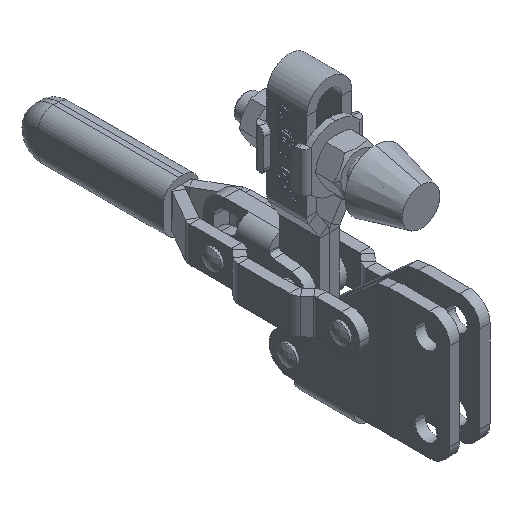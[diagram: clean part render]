
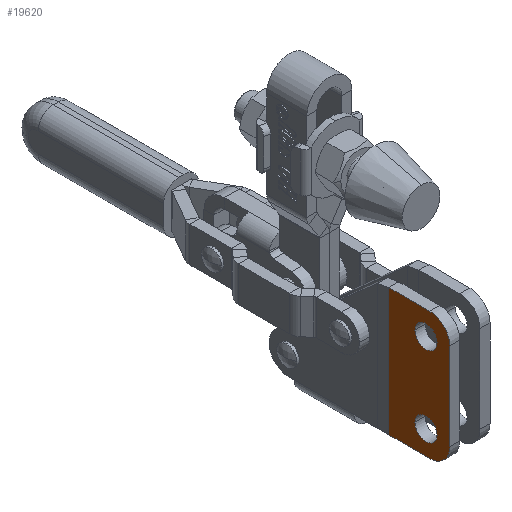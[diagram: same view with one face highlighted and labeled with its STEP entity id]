
A CAD part, isometric view. The second image highlights one B-rep face of the part: STEP entity #19620.
In plain terms, the highlighted planar face has unit normal (-1, 0, 0).
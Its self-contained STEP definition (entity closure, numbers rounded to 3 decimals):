
#338 = AXIS2_PLACEMENT_3D ( 'NONE', #1397, #1390, #1401 ) ;
#1390 = DIRECTION ( 'NONE',  ( -1., 0., 0. ) ) ;
#1397 = CARTESIAN_POINT ( 'NONE',  ( -4., -10.006, 21.4 ) ) ;
#1399 = PLANE ( 'NONE',  #338 ) ;
#1401 = DIRECTION ( 'NONE',  ( 0., 1., 0. ) ) ;
#3897 = EDGE_CURVE ( 'NONE', #25189, #25187, #23241, .T. ) ;
#3905 = EDGE_CURVE ( 'NONE', #25192, #25194, #23249, .T. ) ;
#4303 = EDGE_CURVE ( 'NONE', #25236, #25234, #23503, .T. ) ;
#4308 = EDGE_CURVE ( 'NONE', #25237, #25228, #23507, .T. ) ;
#4326 = EDGE_CURVE ( 'NONE', #25228, #25242, #23519, .T. ) ;
#4340 = EDGE_CURVE ( 'NONE', #25242, #25244, #23529, .T. ) ;
#4358 = EDGE_CURVE ( 'NONE', #25194, #25192, #23542, .T. ) ;
#4368 = EDGE_CURVE ( 'NONE', #25187, #25189, #23545, .T. ) ;
#4380 = EDGE_CURVE ( 'NONE', #25244, #25234, #23555, .T. ) ;
#4384 = EDGE_CURVE ( 'NONE', #25236, #25237, #23559, .T. ) ;
#7368 = CARTESIAN_POINT ( 'NONE',  ( -4., -11.456, 20.65 ) ) ;
#7370 = CARTESIAN_POINT ( 'NONE',  ( -4., -7.056, 20.65 ) ) ;
#7373 = CARTESIAN_POINT ( 'NONE',  ( -4., -7.056, 4.75 ) ) ;
#7375 = CARTESIAN_POINT ( 'NONE',  ( -4., -11.456, 4.75 ) ) ;
#7418 = CARTESIAN_POINT ( 'NONE',  ( -4., -14.006, 4. ) ) ;
#7425 = CARTESIAN_POINT ( 'NONE',  ( -4., -1.856, 25.4 ) ) ;
#7427 = CARTESIAN_POINT ( 'NONE',  ( -4., -1.856, 0. ) ) ;
#7428 = CARTESIAN_POINT ( 'NONE',  ( -4., -10.006, 0. ) ) ;
#7433 = CARTESIAN_POINT ( 'NONE',  ( -4., -14.006, 21.4 ) ) ;
#7435 = CARTESIAN_POINT ( 'NONE',  ( -4., -10.006, 25.4 ) ) ;
#19362 = AXIS2_PLACEMENT_3D ( 'NONE', #21696, #21691, #21705 ) ;
#19364 = AXIS2_PLACEMENT_3D ( 'NONE', #22513, #22512, #22511 ) ;
#19394 = AXIS2_PLACEMENT_3D ( 'NONE', #20765, #20762, #20755 ) ;
#19396 = AXIS2_PLACEMENT_3D ( 'NONE', #21364, #21361, #21358 ) ;
#19399 = AXIS2_PLACEMENT_3D ( 'NONE', #21110, #21104, #21102 ) ;
#19401 = AXIS2_PLACEMENT_3D ( 'NONE', #21029, #21025, #21023 ) ;
#19620 = ADVANCED_FACE ( 'NONE', ( #26894, #26900, #26898 ), #1399, .T. ) ;
#20755 = DIRECTION ( 'NONE',  ( 0., 1., 0. ) ) ;
#20762 = DIRECTION ( 'NONE',  ( -1., 0., 0. ) ) ;
#20765 = CARTESIAN_POINT ( 'NONE',  ( -4., -10.006, 4. ) ) ;
#20796 = DIRECTION ( 'NONE',  ( 0., 0., 1. ) ) ;
#20862 = CARTESIAN_POINT ( 'NONE',  ( -4., -1.856, 0. ) ) ;
#20938 = DIRECTION ( 'NONE',  ( 0., -1., 0. ) ) ;
#20941 = CARTESIAN_POINT ( 'NONE',  ( -4., -10.006, 0. ) ) ;
#20948 = DIRECTION ( 'NONE',  ( 0., 1., 0. ) ) ;
#20951 = CARTESIAN_POINT ( 'NONE',  ( -4., -1.356, 25.4 ) ) ;
#21023 = DIRECTION ( 'NONE',  ( 0., -1., 0. ) ) ;
#21025 = DIRECTION ( 'NONE',  ( -1., 0., 0. ) ) ;
#21029 = CARTESIAN_POINT ( 'NONE',  ( -4., -9.256, 20.65 ) ) ;
#21102 = DIRECTION ( 'NONE',  ( 0., -1., 0. ) ) ;
#21104 = DIRECTION ( 'NONE',  ( -1., 0., 0. ) ) ;
#21110 = CARTESIAN_POINT ( 'NONE',  ( -4., -9.256, 4.75 ) ) ;
#21358 = DIRECTION ( 'NONE',  ( 0., 1., 0. ) ) ;
#21361 = DIRECTION ( 'NONE',  ( -1., 0., 0. ) ) ;
#21364 = CARTESIAN_POINT ( 'NONE',  ( -4., -10.006, 21.4 ) ) ;
#21457 = DIRECTION ( 'NONE',  ( 0., 0., 1. ) ) ;
#21460 = CARTESIAN_POINT ( 'NONE',  ( -4., -14.006, 21.4 ) ) ;
#21691 = DIRECTION ( 'NONE',  ( -1., 0., 0. ) ) ;
#21696 = CARTESIAN_POINT ( 'NONE',  ( -4., -9.256, 20.65 ) ) ;
#21705 = DIRECTION ( 'NONE',  ( 0., -1., 0. ) ) ;
#22511 = DIRECTION ( 'NONE',  ( 0., -1., 0. ) ) ;
#22512 = DIRECTION ( 'NONE',  ( -1., 0., 0. ) ) ;
#22513 = CARTESIAN_POINT ( 'NONE',  ( -4., -9.256, 4.75 ) ) ;
#22868 = EDGE_LOOP ( 'NONE', ( #24754, #24755 ) ) ;
#22869 = EDGE_LOOP ( 'NONE', ( #24756, #24757 ) ) ;
#22943 = EDGE_LOOP ( 'NONE', ( #24758, #24753, #24759, #24751, #24750, #24749 ) ) ;
#23241 = CIRCLE ( 'NONE', #19362, 2.2 ) ;
#23249 = CIRCLE ( 'NONE', #19364, 2.2 ) ;
#23503 = LINE ( 'NONE', #20862, #23506 ) ;
#23506 = VECTOR ( 'NONE', #20796, 1000. ) ;
#23507 = CIRCLE ( 'NONE', #19394, 4. ) ;
#23519 = LINE ( 'NONE', #21460, #23522 ) ;
#23522 = VECTOR ( 'NONE', #21457, 1000. ) ;
#23529 = CIRCLE ( 'NONE', #19396, 4. ) ;
#23542 = CIRCLE ( 'NONE', #19399, 2.2 ) ;
#23545 = CIRCLE ( 'NONE', #19401, 2.2 ) ;
#23555 = LINE ( 'NONE', #20951, #23558 ) ;
#23558 = VECTOR ( 'NONE', #20948, 1000. ) ;
#23559 = LINE ( 'NONE', #20941, #23562 ) ;
#23562 = VECTOR ( 'NONE', #20938, 1000. ) ;
#24749 = ORIENTED_EDGE ( 'NONE', *, *, #4340, .T. ) ;
#24750 = ORIENTED_EDGE ( 'NONE', *, *, #4326, .T. ) ;
#24751 = ORIENTED_EDGE ( 'NONE', *, *, #4308, .T. ) ;
#24753 = ORIENTED_EDGE ( 'NONE', *, *, #4303, .F. ) ;
#24754 = ORIENTED_EDGE ( 'NONE', *, *, #4368, .F. ) ;
#24755 = ORIENTED_EDGE ( 'NONE', *, *, #3897, .F. ) ;
#24756 = ORIENTED_EDGE ( 'NONE', *, *, #4358, .F. ) ;
#24757 = ORIENTED_EDGE ( 'NONE', *, *, #3905, .F. ) ;
#24758 = ORIENTED_EDGE ( 'NONE', *, *, #4380, .T. ) ;
#24759 = ORIENTED_EDGE ( 'NONE', *, *, #4384, .T. ) ;
#25187 = VERTEX_POINT ( 'NONE', #7368 ) ;
#25189 = VERTEX_POINT ( 'NONE', #7370 ) ;
#25192 = VERTEX_POINT ( 'NONE', #7373 ) ;
#25194 = VERTEX_POINT ( 'NONE', #7375 ) ;
#25228 = VERTEX_POINT ( 'NONE', #7418 ) ;
#25234 = VERTEX_POINT ( 'NONE', #7425 ) ;
#25236 = VERTEX_POINT ( 'NONE', #7427 ) ;
#25237 = VERTEX_POINT ( 'NONE', #7428 ) ;
#25242 = VERTEX_POINT ( 'NONE', #7433 ) ;
#25244 = VERTEX_POINT ( 'NONE', #7435 ) ;
#26894 = FACE_BOUND ( 'NONE', #22868, .T. ) ;
#26898 = FACE_OUTER_BOUND ( 'NONE', #22943, .T. ) ;
#26900 = FACE_BOUND ( 'NONE', #22869, .T. ) ;
